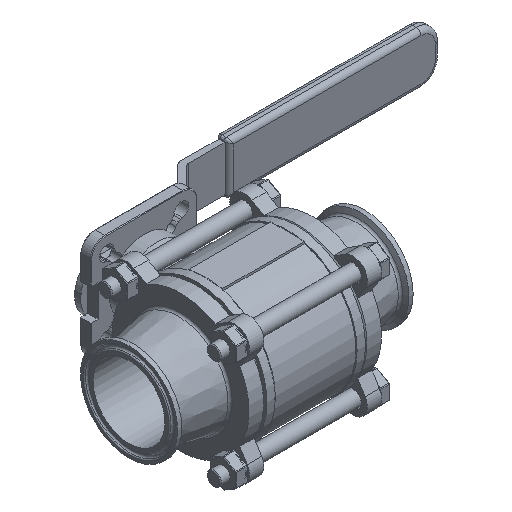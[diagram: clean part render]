
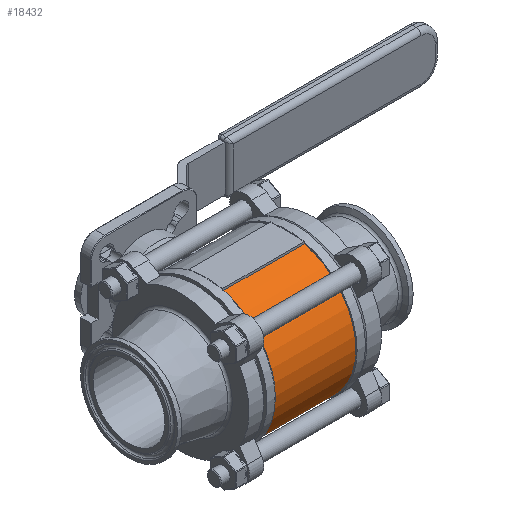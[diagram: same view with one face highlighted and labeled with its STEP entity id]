
A CAD part, isometric view. The second image highlights one B-rep face of the part: STEP entity #18432.
In plain terms, the highlighted cylindrical face has radius 45.053 mm (diameter 90.106 mm), a partial arc.
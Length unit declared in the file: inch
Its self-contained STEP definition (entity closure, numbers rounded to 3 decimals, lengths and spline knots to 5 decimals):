
#1748=CYLINDRICAL_SURFACE('',#19619,1.77375);
#2016=CIRCLE('',#19613,1.77375);
#2020=CIRCLE('',#19620,1.77375);
#2596=FACE_OUTER_BOUND('',#3658,.T.);
#3658=EDGE_LOOP('',(#14363,#14364,#14365,#14366));
#5017=LINE('',#28807,#6772);
#5021=LINE('',#28814,#6776);
#6772=VECTOR('',#21745,0.3937);
#6776=VECTOR('',#21751,0.3937);
#8560=VERTEX_POINT('',#28805);
#8561=VERTEX_POINT('',#28806);
#8562=VERTEX_POINT('',#28812);
#8563=VERTEX_POINT('',#28813);
#10628=EDGE_CURVE('',#8560,#8561,#5017,.T.);
#10632=EDGE_CURVE('',#8562,#8563,#5021,.T.);
#10645=EDGE_CURVE('',#8560,#8563,#2016,.T.);
#10649=EDGE_CURVE('',#8561,#8562,#2020,.T.);
#14363=ORIENTED_EDGE('',*,*,#10632,.T.);
#14364=ORIENTED_EDGE('',*,*,#10645,.F.);
#14365=ORIENTED_EDGE('',*,*,#10628,.T.);
#14366=ORIENTED_EDGE('',*,*,#10649,.T.);
#18432=ADVANCED_FACE('',(#2596),#1748,.T.);
#19613=AXIS2_PLACEMENT_3D('',#28837,#21780,#21781);
#19619=AXIS2_PLACEMENT_3D('',#28843,#21792,#21793);
#19620=AXIS2_PLACEMENT_3D('',#28844,#21794,#21795);
#21745=DIRECTION('',(-1.,0.,0.));
#21751=DIRECTION('',(1.,0.,0.));
#21780=DIRECTION('center_axis',(1.,0.,0.));
#21781=DIRECTION('ref_axis',(0.,1.,0.));
#21792=DIRECTION('center_axis',(1.,0.,0.));
#21793=DIRECTION('ref_axis',(0.,-1.,0.));
#21794=DIRECTION('center_axis',(1.,0.,0.));
#21795=DIRECTION('ref_axis',(0.,1.,0.));
#28805=CARTESIAN_POINT('',(1.73161,-0.39178,1.71895));
#28806=CARTESIAN_POINT('',(-0.39339,-0.39178,1.71895));
#28807=CARTESIAN_POINT('',(0.66911,-0.39178,1.71895));
#28812=CARTESIAN_POINT('',(-0.39339,-0.39178,-1.71895));
#28813=CARTESIAN_POINT('',(1.73161,-0.39178,-1.71895));
#28814=CARTESIAN_POINT('',(0.66911,-0.39178,-1.71895));
#28837=CARTESIAN_POINT('Origin',(1.73161,0.04572,0.));
#28843=CARTESIAN_POINT('Origin',(0.66911,0.04572,0.));
#28844=CARTESIAN_POINT('Origin',(-0.39339,0.04572,
0.));
